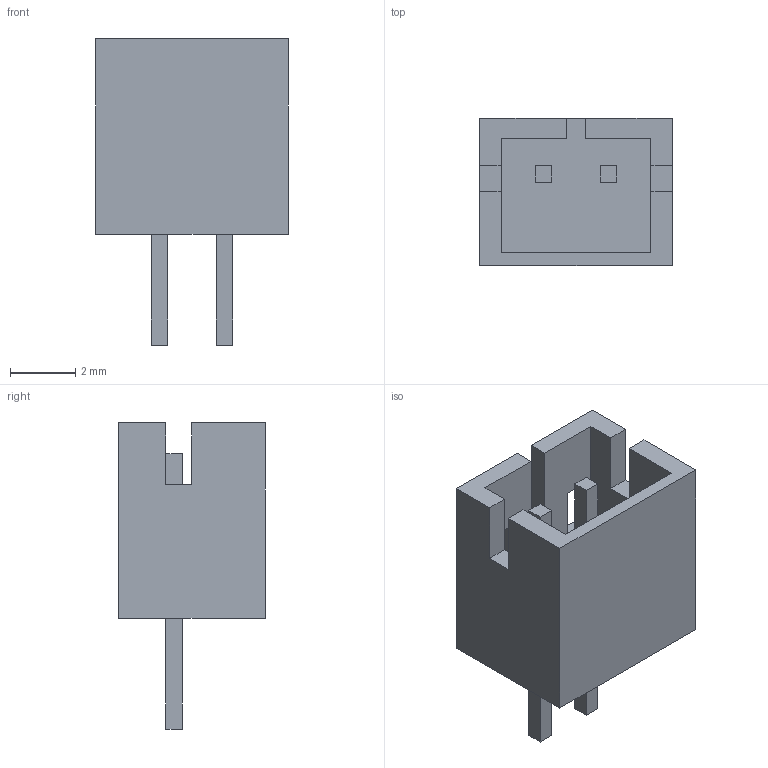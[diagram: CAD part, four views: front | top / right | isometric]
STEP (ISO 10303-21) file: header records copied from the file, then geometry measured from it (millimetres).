
FILE_DESCRIPTION(/* description */ (''),/* implementation_level */ '2;1');
FILE_NAME(/* name */ 'JST_B2B-PH-K-S(LF)(SN).stp',/* time_stamp */ '2017-06-12T09:49:29+02:00',/* author */ ('jchouvet'),/* organization */ (' '),/* preprocessor_version */ 'ST-DEVELOPER v16.1',/* originating_system */ 'AutoCAD Mechanical',/* authorisation */ '');
FILE_SCHEMA (('AUTOMOTIVE_DESIGN { 1 0 10303 214 3 1 1 }'));
Length unit declared in the file: millimetre
Products named in the file (1): Product
Bounding box: 5.9 x 4.5 x 9.4 mm (x, y, z)
Volume: 88.6 mm3; surface area: 273.9 mm2
Topology: 5 solids, 5 shells, 52 faces, 132 edges, 88 vertices
Faces by surface type: plane 52
Entity records: 1572 total; most frequent: CARTESIAN_POINT 273, ORIENTED_EDGE 264, DIRECTION 238, LINE 132, VECTOR 132, EDGE_CURVE 132, VERTEX_POINT 88, EDGE_LOOP 54
